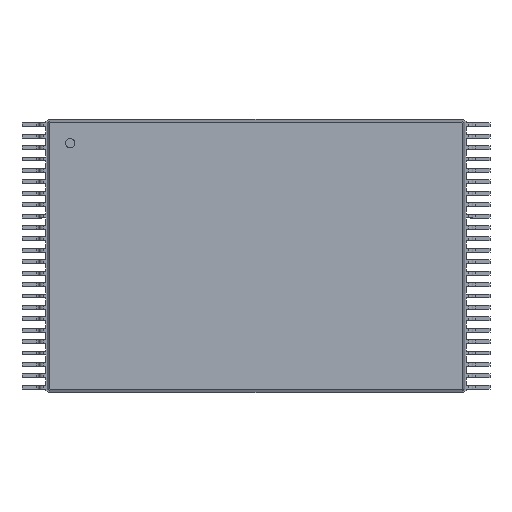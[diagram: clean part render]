
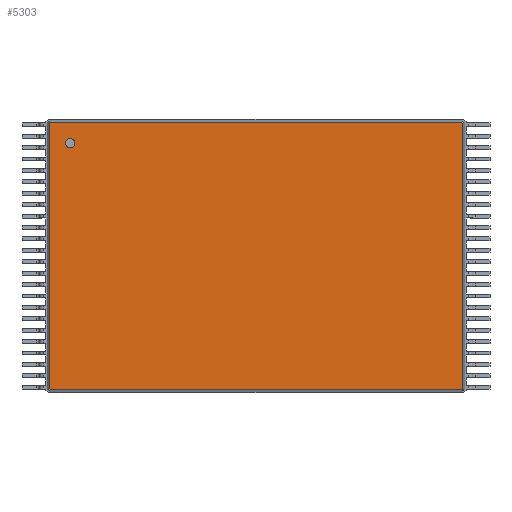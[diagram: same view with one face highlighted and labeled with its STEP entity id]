
A CAD part, top view. The second image highlights one B-rep face of the part: STEP entity #5303.
In plain terms, the highlighted planar face has unit normal (0, 0, 1).
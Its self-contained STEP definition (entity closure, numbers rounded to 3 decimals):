
#13=DIRECTION('',(0.,0.,1.));
#27=VECTOR('',#28,1.);
#28=DIRECTION('',(0.,-1.,0.));
#49=DIRECTION('',(0.,1.,0.));
#59=VECTOR('',#60,1.);
#60=DIRECTION('',(1.,0.,0.));
#84=DIRECTION('',(0.,0.,-1.));
#131=VECTOR('',#132,1.);
#132=DIRECTION('',(-1.,0.,0.));
#549=VECTOR('',#550,1.);
#550=DIRECTION('',(0.707,-0.707,0.));
#556=VECTOR('',#557,1.);
#557=DIRECTION('',(-0.707,-0.707,0.));
#568=VECTOR('',#569,1.);
#569=DIRECTION('',(-0.707,0.707,0.));
#575=VECTOR('',#49,1.);
#579=VECTOR('',#580,1.);
#580=DIRECTION('',(0.707,0.707,0.));
#1728=VERTEX_POINT('',#1729);
#1729=CARTESIAN_POINT('',(9.039,-5.805,1.6));
#1732=EDGE_CURVE('',#1733,#1728,#1735,.T.);
#1733=VERTEX_POINT('',#1734);
#1734=CARTESIAN_POINT('',(9.039,5.805,1.6));
#1735=LINE('',#1734,#27);
#5295=EDGE_CURVE('',#5296,#1733,#5298,.T.);
#5296=VERTEX_POINT('',#5297);
#5297=CARTESIAN_POINT('',(9.005,5.839,1.6));
#5298=LINE('',#5297,#549);
#5303=ADVANCED_FACE('',(#5304,#5336),#5345,.F.);
#5304=FACE_BOUND('',#5305,.F.);
#5305=EDGE_LOOP('',(#5306,#5311,#5312,#5313,#5318,#5323,#5328,#5333));
#5306=ORIENTED_EDGE('',*,*,#5307,.T.);
#5307=EDGE_CURVE('',#5308,#5296,#5310,.T.);
#5308=VERTEX_POINT('',#5309);
#5309=CARTESIAN_POINT('',(-9.005,5.839,1.6));
#5310=LINE('',#5309,#59);
#5311=ORIENTED_EDGE('',*,*,#5295,.T.);
#5312=ORIENTED_EDGE('',*,*,#1732,.T.);
#5313=ORIENTED_EDGE('',*,*,#5314,.T.);
#5314=EDGE_CURVE('',#1728,#5315,#5317,.T.);
#5315=VERTEX_POINT('',#5316);
#5316=CARTESIAN_POINT('',(9.005,-5.839,1.6));
#5317=LINE('',#1729,#556);
#5318=ORIENTED_EDGE('',*,*,#5319,.T.);
#5319=EDGE_CURVE('',#5315,#5320,#5322,.T.);
#5320=VERTEX_POINT('',#5321);
#5321=CARTESIAN_POINT('',(-9.005,-5.839,1.6));
#5322=LINE('',#5316,#131);
#5323=ORIENTED_EDGE('',*,*,#5324,.T.);
#5324=EDGE_CURVE('',#5320,#5325,#5327,.T.);
#5325=VERTEX_POINT('',#5326);
#5326=CARTESIAN_POINT('',(-9.039,-5.805,1.6));
#5327=LINE('',#5321,#568);
#5328=ORIENTED_EDGE('',*,*,#5329,.T.);
#5329=EDGE_CURVE('',#5325,#5330,#5332,.T.);
#5330=VERTEX_POINT('',#5331);
#5331=CARTESIAN_POINT('',(-9.039,5.805,1.6));
#5332=LINE('',#5326,#575);
#5333=ORIENTED_EDGE('',*,*,#5334,.T.);
#5334=EDGE_CURVE('',#5330,#5308,#5335,.T.);
#5335=LINE('',#5331,#579);
#5336=FACE_BOUND('',#5337,.F.);
#5337=EDGE_LOOP('',(#5338));
#5338=ORIENTED_EDGE('',*,*,#5339,.T.);
#5339=EDGE_CURVE('',#5340,#5340,#5342,.T.);
#5340=VERTEX_POINT('',#5341);
#5341=CARTESIAN_POINT('',(-8.139,4.739,1.6));
#5342=CIRCLE('',#5343,0.2);
#5343=AXIS2_PLACEMENT_3D('',#5344,#13,#28);
#5344=CARTESIAN_POINT('',(-8.139,4.939,1.6));
#5345=PLANE('',#5346);
#5346=AXIS2_PLACEMENT_3D('',#5309,#84,#5347);
#5347=DIRECTION('',(0.84,-0.542,0.));
